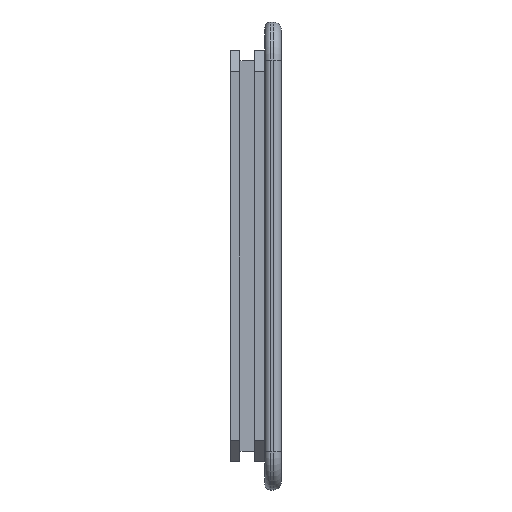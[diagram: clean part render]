
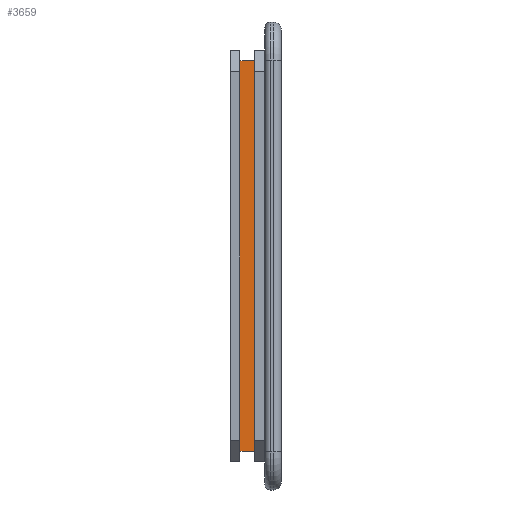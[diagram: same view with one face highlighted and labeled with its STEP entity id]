
A CAD part, left-side view. The second image highlights one B-rep face of the part: STEP entity #3659.
In plain terms, the highlighted planar face has unit normal (-1, 0, 0).
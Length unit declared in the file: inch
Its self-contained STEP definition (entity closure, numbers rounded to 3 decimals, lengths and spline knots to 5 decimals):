
#336 = CARTESIAN_POINT ( 'NONE',  ( 0.0715, 0.076, -0.7885 ) ) ;
#474 = EDGE_CURVE ( 'NONE', #4153, #1467, #2319, .T. ) ;
#680 = CARTESIAN_POINT ( 'NONE',  ( 0.0715, 0.049, -0.7885 ) ) ;
#751 = CARTESIAN_POINT ( 'NONE',  ( 0.0715, 0.049, -0.7885 ) ) ;
#791 = ORIENTED_EDGE ( 'NONE', *, *, #474, .F. ) ;
#793 = EDGE_LOOP ( 'NONE', ( #3010, #791, #2142, #1826 ) ) ;
#1091 = LINE ( 'NONE', #336, #3599 ) ;
#1151 = CARTESIAN_POINT ( 'NONE',  ( 0.0715, 0.049, -0.7885 ) ) ;
#1174 = DIRECTION ( 'NONE',  ( 0., 1., 0. ) ) ;
#1267 = LINE ( 'NONE', #1621, #1484 ) ;
#1416 = CARTESIAN_POINT ( 'NONE',  ( 0.0715, 0.076, -0.0715 ) ) ;
#1464 = EDGE_CURVE ( 'NONE', #1467, #2115, #1091, .T. ) ;
#1467 = VERTEX_POINT ( 'NONE', #4570 ) ;
#1484 = VECTOR ( 'NONE', #4346, 39.37008 ) ;
#1571 = VECTOR ( 'NONE', #1174, 39.37008 ) ;
#1621 = CARTESIAN_POINT ( 'NONE',  ( 0.0715, 0.049, -0.7885 ) ) ;
#1679 = VECTOR ( 'NONE', #3454, 39.37008 ) ;
#1826 = ORIENTED_EDGE ( 'NONE', *, *, #4641, .T. ) ;
#1875 = DIRECTION ( 'NONE',  ( 0., 0., 1. ) ) ;
#2020 = EDGE_CURVE ( 'NONE', #4153, #3646, #1267, .T. ) ;
#2115 = VERTEX_POINT ( 'NONE', #1416 ) ;
#2142 = ORIENTED_EDGE ( 'NONE', *, *, #2020, .T. ) ;
#2319 = LINE ( 'NONE', #751, #1679 ) ;
#2436 = AXIS2_PLACEMENT_3D ( 'NONE', #680, #3808, #3378 ) ;
#2595 = CARTESIAN_POINT ( 'NONE',  ( 0.0715, 0.049, -0.0715 ) ) ;
#3000 = FACE_OUTER_BOUND ( 'NONE', #793, .T. ) ;
#3010 = ORIENTED_EDGE ( 'NONE', *, *, #1464, .F. ) ;
#3095 = LINE ( 'NONE', #4628, #1571 ) ;
#3378 = DIRECTION ( 'NONE',  ( 0., 0., 1. ) ) ;
#3454 = DIRECTION ( 'NONE',  ( 0., 1., 0. ) ) ;
#3599 = VECTOR ( 'NONE', #1875, 39.37008 ) ;
#3646 = VERTEX_POINT ( 'NONE', #2595 ) ;
#3659 = ADVANCED_FACE ( 'NONE', ( #3000 ), #4138, .T. ) ;
#3808 = DIRECTION ( 'NONE',  ( -1., 0., 0. ) ) ;
#4138 = PLANE ( 'NONE',  #2436 ) ;
#4153 = VERTEX_POINT ( 'NONE', #1151 ) ;
#4346 = DIRECTION ( 'NONE',  ( 0., 0., 1. ) ) ;
#4570 = CARTESIAN_POINT ( 'NONE',  ( 0.0715, 0.076, -0.7885 ) ) ;
#4628 = CARTESIAN_POINT ( 'NONE',  ( 0.0715, 0.049, -0.0715 ) ) ;
#4641 = EDGE_CURVE ( 'NONE', #3646, #2115, #3095, .T. ) ;
